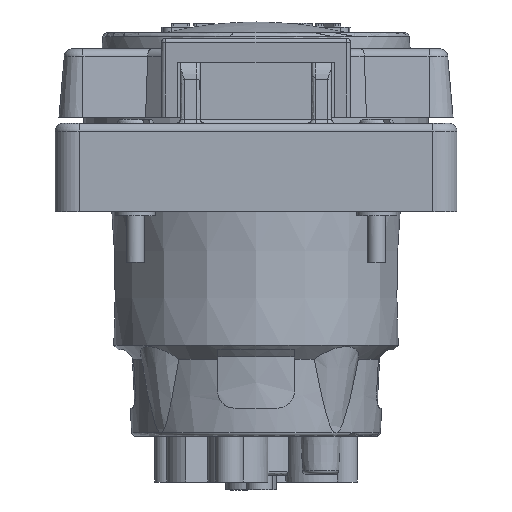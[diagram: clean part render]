
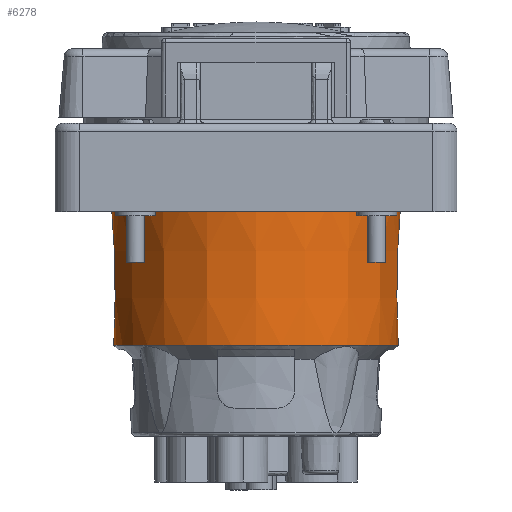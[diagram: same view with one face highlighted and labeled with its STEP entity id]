
A CAD part, front view. The second image highlights one B-rep face of the part: STEP entity #6278.
In plain terms, the highlighted conical face has half-angle 1 degrees and reference radius 28.569 mm.
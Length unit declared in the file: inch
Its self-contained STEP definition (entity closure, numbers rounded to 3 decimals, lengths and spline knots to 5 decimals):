
#44 = DIRECTION ( 'NONE',  ( 0., -1., 0. ) ) ;
#888 = DIRECTION ( 'NONE',  ( 0., 0., 1. ) ) ;
#3609 = DIRECTION ( 'NONE',  ( 0., -1., 0. ) ) ;
#3802 = DIRECTION ( 'NONE',  ( 0., 1., 0. ) ) ;
#4364 = DIRECTION ( 'NONE',  ( 0., 0., 1. ) ) ;
#5937 = CARTESIAN_POINT ( 'NONE',  ( 0., -1.10556, -1.82197 ) ) ;
#6278 = ADVANCED_FACE ( 'NONE', ( #8786, #16422 ), #26061, .T. ) ;
#8786 = FACE_BOUND ( 'NONE', #21364, .T. ) ;
#9570 = CIRCLE ( 'NONE', #29580, 1.12474 ) ;
#10377 = EDGE_LOOP ( 'NONE', ( #15970 ) ) ;
#12190 = AXIS2_PLACEMENT_3D ( 'NONE', #18346, #4364, #44 ) ;
#15247 = AXIS2_PLACEMENT_3D ( 'NONE', #18042, #888, #3609 ) ;
#15792 = EDGE_CURVE ( 'NONE', #20212, #20212, #27580, .T. ) ;
#15970 = ORIENTED_EDGE ( 'NONE', *, *, #22484, .T. ) ;
#16422 = FACE_OUTER_BOUND ( 'NONE', #10377, .T. ) ;
#18042 = CARTESIAN_POINT ( 'NONE',  ( 0., 0., -1.82197 ) ) ;
#18105 = CARTESIAN_POINT ( 'NONE',  ( 0., 1.12474, -0.72281 ) ) ;
#18346 = CARTESIAN_POINT ( 'NONE',  ( 0., 0., -0.72281 ) ) ;
#20212 = VERTEX_POINT ( 'NONE', #5937 ) ;
#20369 = VERTEX_POINT ( 'NONE', #18105 ) ;
#21364 = EDGE_LOOP ( 'NONE', ( #26046 ) ) ;
#22484 = EDGE_CURVE ( 'NONE', #20369, #20369, #9570, .T. ) ;
#25498 = DIRECTION ( 'NONE',  ( 0., 0., -1. ) ) ;
#25837 = CARTESIAN_POINT ( 'NONE',  ( 0., 0., -0.72281 ) ) ;
#26046 = ORIENTED_EDGE ( 'NONE', *, *, #15792, .T. ) ;
#26061 = CONICAL_SURFACE ( 'NONE', #12190, 1.12474, 0.017 ) ;
#27580 = CIRCLE ( 'NONE', #15247, 1.10556 ) ;
#29580 = AXIS2_PLACEMENT_3D ( 'NONE', #25837, #25498, #3802 ) ;
